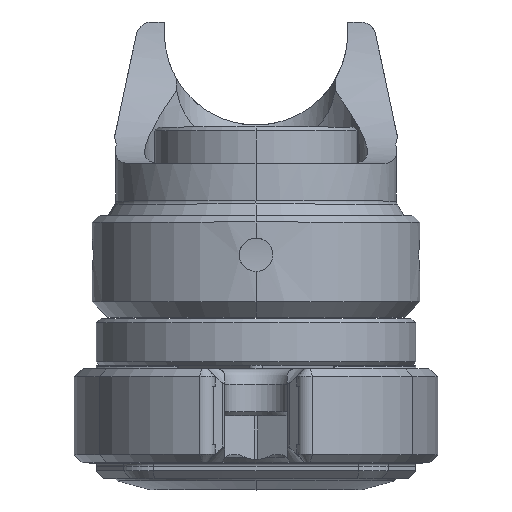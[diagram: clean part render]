
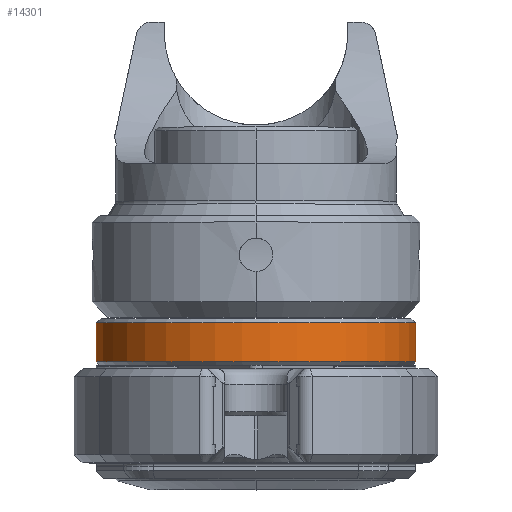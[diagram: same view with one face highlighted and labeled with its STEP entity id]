
A CAD part, top view. The second image highlights one B-rep face of the part: STEP entity #14301.
In plain terms, the highlighted cylindrical face has radius 20.5 mm (diameter 41 mm), a partial arc.
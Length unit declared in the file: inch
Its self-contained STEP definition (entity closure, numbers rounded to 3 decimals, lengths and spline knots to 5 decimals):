
#4752=CARTESIAN_POINT('',(0.,0.27559,-2.5447));
#4753=DIRECTION('',(0.,-1.,0.));
#4754=DIRECTION('',(0.612,0.,-0.791));
#4755=AXIS2_PLACEMENT_3D('',#4752,#4753,#4754);
#4757=DIRECTION('',(0.,1.,0.));
#4758=VECTOR('',#4757,0.19685);
#4759=CARTESIAN_POINT('',(-0.49367,0.27559,
-3.1832));
#4760=LINE('',#4759,#4758);
#4761=CARTESIAN_POINT('',(0.,0.47244,-2.5447));
#4762=DIRECTION('',(0.,1.,0.));
#4763=DIRECTION('',(-0.612,0.,-0.791));
#4764=AXIS2_PLACEMENT_3D('',#4761,#4762,#4763);
#4766=DIRECTION('',(0.,1.,0.));
#4767=VECTOR('',#4766,0.19685);
#4768=CARTESIAN_POINT('',(0.49367,0.27559,
-3.1832));
#4769=LINE('',#4768,#4767);
#9502=CARTESIAN_POINT('',(0.49367,0.27559,
-3.1832));
#9504=VERTEX_POINT('',#9502);
#9505=CARTESIAN_POINT('',(-0.49367,0.27559,
-3.1832));
#9506=VERTEX_POINT('',#9505);
#9517=CARTESIAN_POINT('',(0.49367,0.47244,
-3.1832));
#9519=VERTEX_POINT('',#9517);
#9527=CARTESIAN_POINT('',(-0.49367,0.47244,
-3.1832));
#9528=VERTEX_POINT('',#9527);
#14287=CARTESIAN_POINT('',(0.,0.25591,-2.5447));
#14288=DIRECTION('',(0.,1.,0.));
#14289=DIRECTION('',(1.,0.,0.));
#14290=AXIS2_PLACEMENT_3D('',#14287,#14288,#14289);
#14291=CYLINDRICAL_SURFACE('',#14290,0.80709);
#14292=ORIENTED_EDGE('',*,*,#14281,.T.);
#14294=ORIENTED_EDGE('',*,*,#14293,.T.);
#14296=ORIENTED_EDGE('',*,*,#14295,.T.);
#14298=ORIENTED_EDGE('',*,*,#14297,.F.);
#14299=EDGE_LOOP('',(#14292,#14294,#14296,#14298));
#14300=FACE_OUTER_BOUND('',#14299,.F.);
#14301=ADVANCED_FACE('',(#14300),#14291,.T.);
#4756=CIRCLE('',#4755,0.80709);
#4765=CIRCLE('',#4764,0.80709);
#14281=EDGE_CURVE('',#9504,#9506,#4756,.T.);
#14293=EDGE_CURVE('',#9506,#9528,#4760,.T.);
#14295=EDGE_CURVE('',#9528,#9519,#4765,.T.);
#14297=EDGE_CURVE('',#9504,#9519,#4769,.T.);
